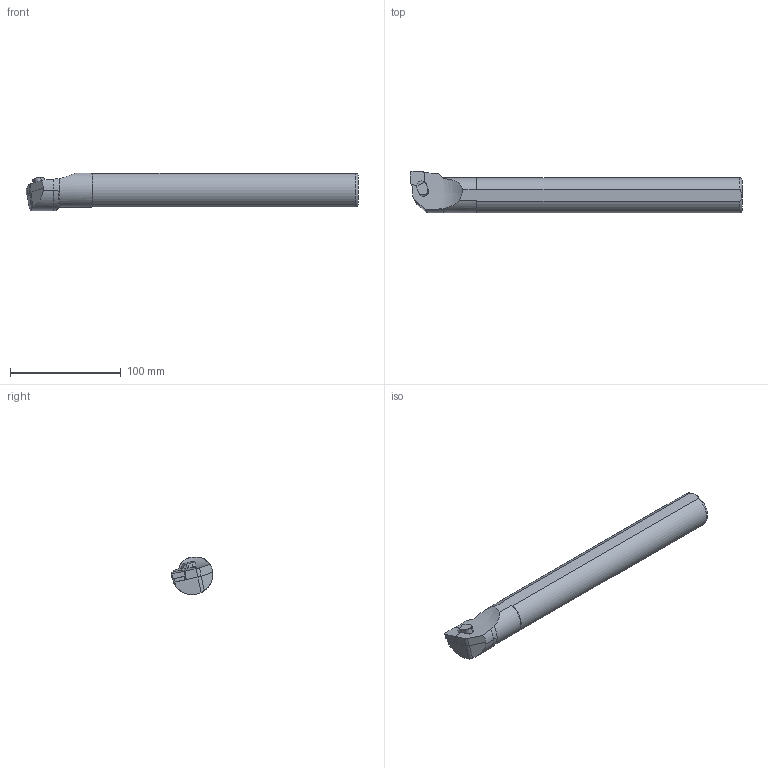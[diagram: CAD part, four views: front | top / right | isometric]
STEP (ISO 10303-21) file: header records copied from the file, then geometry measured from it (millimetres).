
FILE_DESCRIPTION(/* description */ (''),/* implementation_level */ '2;1');
FILE_NAME(/* name */ 'A32T-PCLNL-12C.stp',/* time_stamp */ '2023-10-19T10:56:51+03:00',/* author */ (''),/* organization */ (''),/* preprocessor_version */ 'ST-DEVELOPER v19.4',/* originating_system */ 'SIEMENS PLM Software NX2306.3001',/* authorisation */ '');
FILE_SCHEMA (('AUTOMOTIVE_DESIGN { 1 0 10303 214 3 1 1 1 }'));
Length unit declared in the file: millimetre
Products named in the file (1): A32T-PCLNR-12C
Bounding box: 299.92 x 37.94 x 33.55 mm (x, y, z)
Volume: 229532.6 mm3; surface area: 31905.7 mm2
Topology: 2 solids, 2 shells, 67 faces, 176 edges, 114 vertices
Faces by surface type: plane 36, cylinder 26, cone 3, torus 1, bspline 1
Entity records: 2445 total; most frequent: CARTESIAN_POINT 712, ORIENTED_EDGE 348, DIRECTION 332, EDGE_CURVE 174, AXIS2_PLACEMENT_3D 120, VERTEX_POINT 113, LINE 92, VECTOR 92
